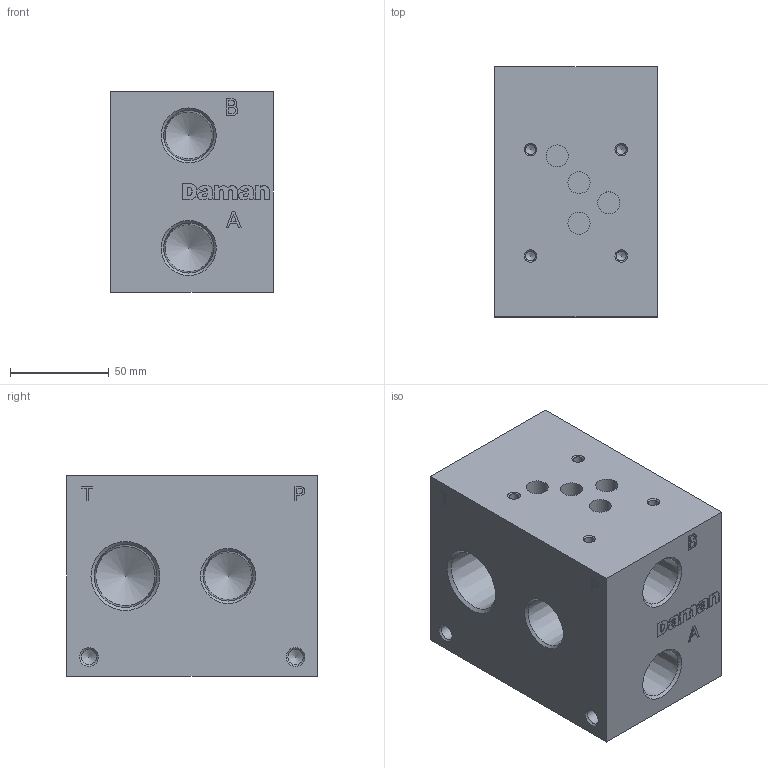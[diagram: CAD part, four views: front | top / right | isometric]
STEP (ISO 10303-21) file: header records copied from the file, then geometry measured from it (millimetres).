
FILE_DESCRIPTION( ( 'STEP AP214' ), ' ' );
FILE_NAME( 'AD05HP013P.stp', '2018-05-10T03:01:41', ( '' ), ( '' ), ' ', 'PARTsolutions', ' ' );
FILE_SCHEMA( ( 'AUTOMOTIVE_DESIGN { 1 0 10303 214 1 1 1 1 }' ) );
Length unit declared in the file: inch
Products named in the file (1): _AD05HP013P
Bounding box: 82.55 x 127 x 101.6 mm (x, y, z)
Volume: 952724.3 mm3; surface area: 82015 mm2
Topology: 1 solids, 1 shells, 229 faces, 590 edges, 386 vertices
Faces by surface type: plane 143, cylinder 52, cone 34
Full cylindrical faces by diameter (mm): 4.976 x4, 7.805 x4, 11.201 x4
Entity records: 8412 total; most frequent: CARTESIAN_POINT 1134, DIRECTION 1114, ORIENTED_EDGE 1048, EDGE_CURVE 524, LINE 394, VECTOR 394, VERTEX_POINT 380, AXIS2_PLACEMENT_3D 360
